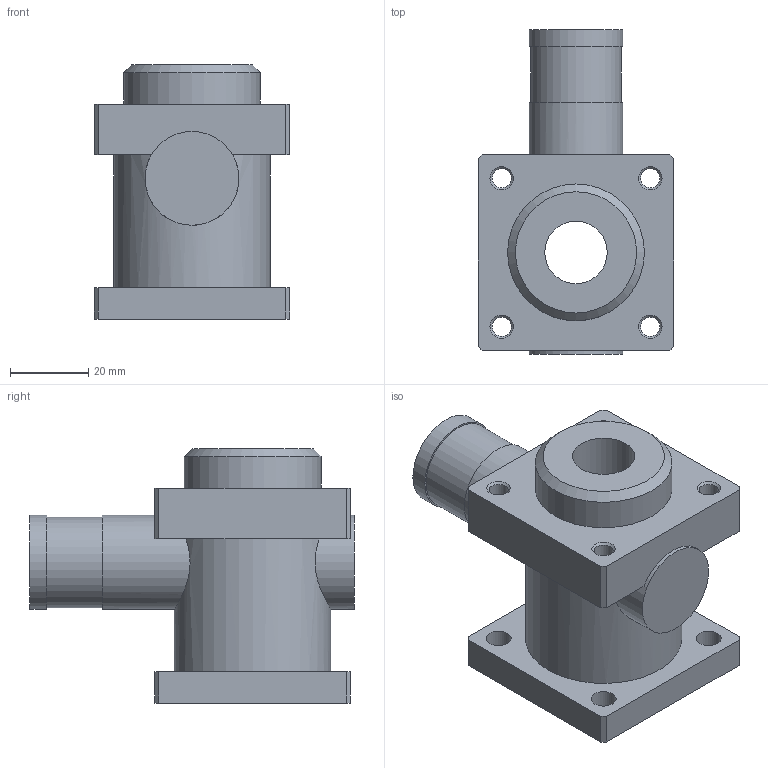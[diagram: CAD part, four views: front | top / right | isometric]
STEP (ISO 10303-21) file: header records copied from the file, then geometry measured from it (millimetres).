
FILE_DESCRIPTION((''),'2;1');
FILE_NAME('MSL-F16-40.stp','2012-10-05T13:09:10',('hartung_david'),(''),'Autodesk Inventor 2012','Autodesk Inventor 2012','');
FILE_SCHEMA(('AUTOMOTIVE_DESIGN { 1 0 10303 214 1 1 1 1 }'));
Length unit declared in the file: millimetre
Products named in the file (3): MSL-F16-40; 1; 2
Assembly tree (2 placements, depth 2):
  MSL-F16-40
    1
    2
Bounding box: 50 x 83 x 65 mm (x, y, z)
Volume: 88426.3 mm3; surface area: 31058.8 mm2
Topology: 2 solids, 2 shells, 58 faces, 152 edges, 100 vertices
Faces by surface type: plane 28, cylinder 20, cone 10
Full cylindrical faces by diameter (mm): 4.917 x4, 6.4 x4, 8.566 x1, 16 x1, 16.5 x1, 19 x2, 23.167 x1, 24 x2, 24.01 x1, 35 x2, 40 x1
Entity records: 1944 total; most frequent: CARTESIAN_POINT 509, DIRECTION 272, ORIENTED_EDGE 232, EDGE_CURVE 116, EDGE_LOOP 116, AXIS2_PLACEMENT_3D 109, VERTEX_POINT 96, FACE_OUTER_BOUND 58
